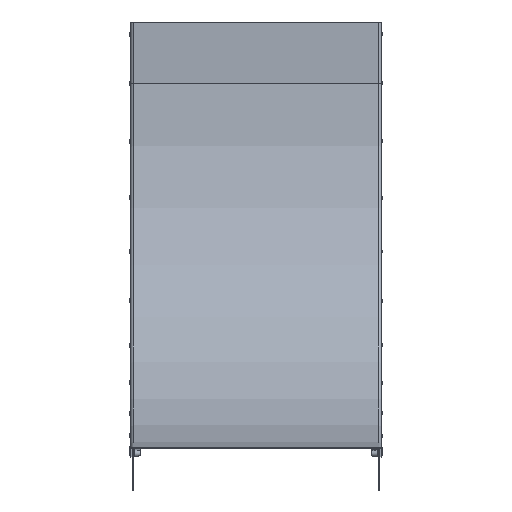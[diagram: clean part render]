
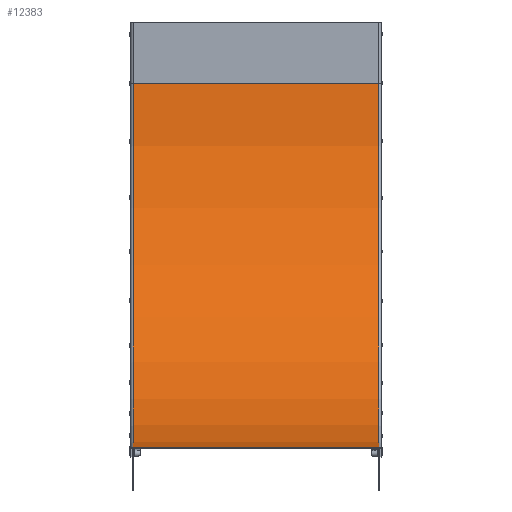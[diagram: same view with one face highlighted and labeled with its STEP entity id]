
A CAD part, top view. The second image highlights one B-rep face of the part: STEP entity #12383.
In plain terms, the highlighted cylindrical face has radius 299 mm (diameter 598 mm), a partial arc.
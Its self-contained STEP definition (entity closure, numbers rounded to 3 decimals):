
#24 = CARTESIAN_POINT ( 'NONE',  ( -100.5, -50., 1. ) ) ;
#247 = CARTESIAN_POINT ( 'NONE',  ( 100.5, -349., 300. ) ) ;
#284 = CYLINDRICAL_SURFACE ( 'NONE', #6298, 299. ) ;
#969 = CARTESIAN_POINT ( 'NONE',  ( -100.5, -349., 300. ) ) ;
#1056 = DIRECTION ( 'NONE',  ( 0., 0., 1. ) ) ;
#1078 = VERTEX_POINT ( 'NONE', #247 ) ;
#1778 = ORIENTED_EDGE ( 'NONE', *, *, #14632, .T. ) ;
#1945 = VECTOR ( 'NONE', #4980, 1000. ) ;
#2042 = VERTEX_POINT ( 'NONE', #24 ) ;
#3525 = CIRCLE ( 'NONE', #5024, 299. ) ;
#3659 = CARTESIAN_POINT ( 'NONE',  ( 100.5, -50., 1. ) ) ;
#4980 = DIRECTION ( 'NONE',  ( 1., 0., 0. ) ) ;
#5024 = AXIS2_PLACEMENT_3D ( 'NONE', #17386, #9223, #1056 ) ;
#5179 = ORIENTED_EDGE ( 'NONE', *, *, #13463, .T. ) ;
#6298 = AXIS2_PLACEMENT_3D ( 'NONE', #16115, #14768, #13351 ) ;
#6738 = CARTESIAN_POINT ( 'NONE',  ( -100.5, -50., 300. ) ) ;
#7176 = ORIENTED_EDGE ( 'NONE', *, *, #11395, .F. ) ;
#7304 = VERTEX_POINT ( 'NONE', #3659 ) ;
#7972 = ORIENTED_EDGE ( 'NONE', *, *, #15977, .F. ) ;
#8081 = DIRECTION ( 'NONE',  ( 1., 0., 0. ) ) ;
#8098 = DIRECTION ( 'NONE',  ( 0., 0., 1. ) ) ;
#8333 = FACE_OUTER_BOUND ( 'NONE', #17173, .T. ) ;
#9223 = DIRECTION ( 'NONE',  ( -1., 0., 0. ) ) ;
#9625 = LINE ( 'NONE', #969, #1945 ) ;
#9641 = CARTESIAN_POINT ( 'NONE',  ( -100.5, -349., 300. ) ) ;
#10439 = VERTEX_POINT ( 'NONE', #9641 ) ;
#11395 = EDGE_CURVE ( 'NONE', #2042, #7304, #17540, .T. ) ;
#12131 = CARTESIAN_POINT ( 'NONE',  ( -100.5, -50., 1. ) ) ;
#12383 = ADVANCED_FACE ( 'NONE', ( #8333 ), #284, .F. ) ;
#13351 = DIRECTION ( 'NONE',  ( 0., 0., 1. ) ) ;
#13463 = EDGE_CURVE ( 'NONE', #10439, #1078, #9625, .T. ) ;
#13534 = VECTOR ( 'NONE', #8081, 1000. ) ;
#14632 = EDGE_CURVE ( 'NONE', #2042, #10439, #15826, .T. ) ;
#14768 = DIRECTION ( 'NONE',  ( -1., 0., 0. ) ) ;
#14876 = AXIS2_PLACEMENT_3D ( 'NONE', #6738, #16332, #8098 ) ;
#15826 = CIRCLE ( 'NONE', #14876, 299. ) ;
#15977 = EDGE_CURVE ( 'NONE', #7304, #1078, #3525, .T. ) ;
#16115 = CARTESIAN_POINT ( 'NONE',  ( 0., -50., 300. ) ) ;
#16332 = DIRECTION ( 'NONE',  ( -1., 0., 0. ) ) ;
#17173 = EDGE_LOOP ( 'NONE', ( #7176, #1778, #5179, #7972 ) ) ;
#17386 = CARTESIAN_POINT ( 'NONE',  ( 100.5, -50., 300. ) ) ;
#17540 = LINE ( 'NONE', #12131, #13534 ) ;
